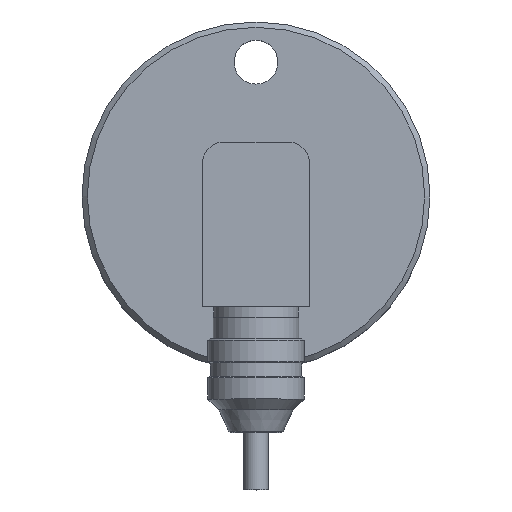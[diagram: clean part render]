
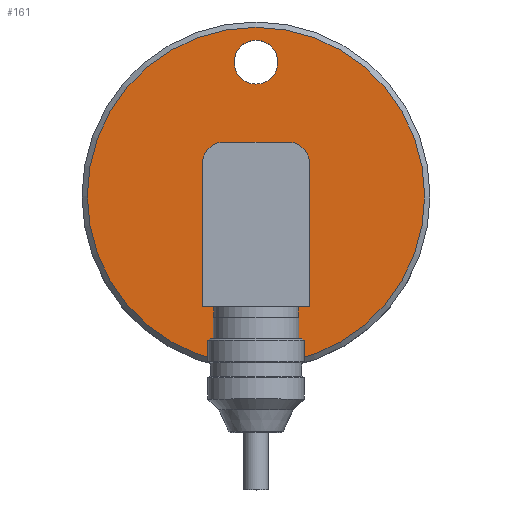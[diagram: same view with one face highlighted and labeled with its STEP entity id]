
A CAD part, top view. The second image highlights one B-rep face of the part: STEP entity #161.
In plain terms, the highlighted planar face has unit normal (0, 0, 1).
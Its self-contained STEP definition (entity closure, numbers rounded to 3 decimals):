
#135 = AXIS2_PLACEMENT_3D ( 'NONE', #5547, #4682, #3224 ) ;
#161 = ADVANCED_FACE ( 'NONE', ( #4187, #5596, #466 ), #6009, .T. ) ;
#300 = VERTEX_POINT ( 'NONE', #5038 ) ;
#466 = FACE_BOUND ( 'NONE', #1087, .T. ) ;
#474 = CIRCLE ( 'NONE', #2559, 4.1 ) ;
#734 = DIRECTION ( 'NONE',  ( 1., 0., 0. ) ) ;
#869 = CIRCLE ( 'NONE', #2842, 31.5 ) ;
#1087 = EDGE_LOOP ( 'NONE', ( #3682 ) ) ;
#1180 = CARTESIAN_POINT ( 'NONE',  ( 7., 0., 25. ) ) ;
#1267 = CARTESIAN_POINT ( 'NONE',  ( 0., 25., 25. ) ) ;
#1609 = CARTESIAN_POINT ( 'NONE',  ( 31.5, 0., 25. ) ) ;
#1743 = DIRECTION ( 'NONE',  ( 0., 0., 1. ) ) ;
#1786 = EDGE_LOOP ( 'NONE', ( #4229 ) ) ;
#2153 = AXIS2_PLACEMENT_3D ( 'NONE', #2241, #1743, #5917 ) ;
#2241 = CARTESIAN_POINT ( 'NONE',  ( 0., 0., 25. ) ) ;
#2524 = VERTEX_POINT ( 'NONE', #1609 ) ;
#2559 = AXIS2_PLACEMENT_3D ( 'NONE', #1267, #3561, #4492 ) ;
#2842 = AXIS2_PLACEMENT_3D ( 'NONE', #3957, #5010, #734 ) ;
#3206 = ORIENTED_EDGE ( 'NONE', *, *, #5670, .F. ) ;
#3224 = DIRECTION ( 'NONE',  ( 1., 0., 0. ) ) ;
#3561 = DIRECTION ( 'NONE',  ( 0., 0., 1. ) ) ;
#3682 = ORIENTED_EDGE ( 'NONE', *, *, #4744, .F. ) ;
#3957 = CARTESIAN_POINT ( 'NONE',  ( 0., 0., 25. ) ) ;
#4109 = EDGE_LOOP ( 'NONE', ( #3206 ) ) ;
#4187 = FACE_BOUND ( 'NONE', #4109, .T. ) ;
#4229 = ORIENTED_EDGE ( 'NONE', *, *, #5954, .T. ) ;
#4492 = DIRECTION ( 'NONE',  ( 1., 0., 0. ) ) ;
#4682 = DIRECTION ( 'NONE',  ( 0., 0., 1. ) ) ;
#4744 = EDGE_CURVE ( 'NONE', #300, #300, #474, .T. ) ;
#5010 = DIRECTION ( 'NONE',  ( 0., 0., 1. ) ) ;
#5038 = CARTESIAN_POINT ( 'NONE',  ( 4.1, 25., 25. ) ) ;
#5385 = VERTEX_POINT ( 'NONE', #1180 ) ;
#5547 = CARTESIAN_POINT ( 'NONE',  ( 0., -32.5, 25. ) ) ;
#5596 = FACE_OUTER_BOUND ( 'NONE', #1786, .T. ) ;
#5670 = EDGE_CURVE ( 'NONE', #5385, #5385, #5789, .T. ) ;
#5789 = CIRCLE ( 'NONE', #2153, 7. ) ;
#5917 = DIRECTION ( 'NONE',  ( 1., 0., 0. ) ) ;
#5954 = EDGE_CURVE ( 'NONE', #2524, #2524, #869, .T. ) ;
#6009 = PLANE ( 'NONE',  #135 ) ;
